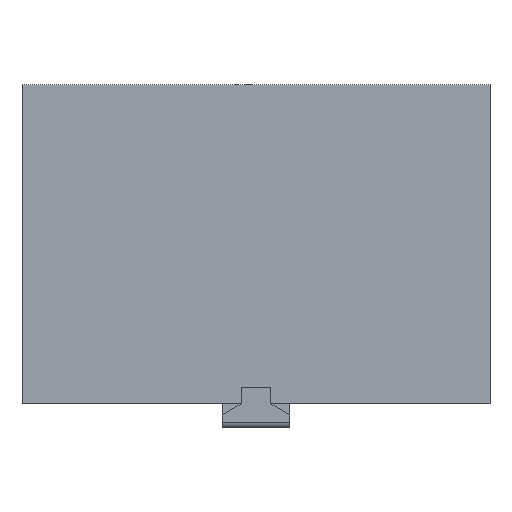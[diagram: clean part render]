
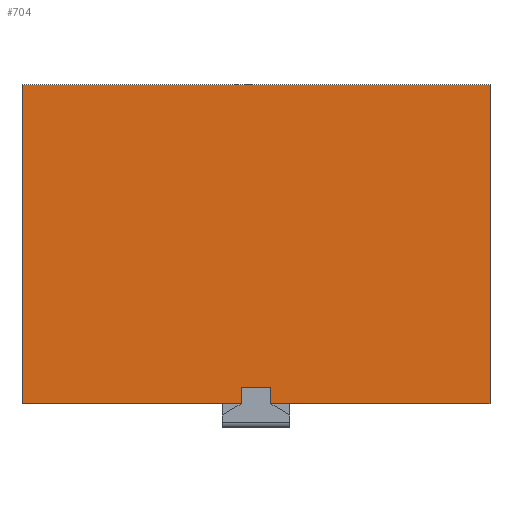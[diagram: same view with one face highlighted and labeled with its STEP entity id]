
A CAD part, top view. The second image highlights one B-rep face of the part: STEP entity #704.
In plain terms, the highlighted planar face has unit normal (0, 0, 1).
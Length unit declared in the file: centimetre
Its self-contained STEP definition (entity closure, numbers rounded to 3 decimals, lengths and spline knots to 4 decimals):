
#137=VERTEX_POINT('',#974);
#138=VERTEX_POINT('',#975);
#139=VERTEX_POINT('',#980);
#141=VERTEX_POINT('',#986);
#202=VECTOR('',#808,1.);
#205=VECTOR('',#812,1.);
#208=VECTOR('',#816,1.);
#211=VECTOR('',#820,1.);
#284=LINE('',#973,#202);
#287=LINE('',#979,#205);
#290=LINE('',#985,#208);
#293=LINE('',#991,#211);
#366=EDGE_CURVE('',#137,#138,#284,.T.);
#369=EDGE_CURVE('',#138,#139,#287,.T.);
#372=EDGE_CURVE('',#139,#141,#290,.T.);
#375=EDGE_CURVE('',#141,#137,#293,.T.);
#489=ORIENTED_EDGE('',*,*,#366,.F.);
#490=ORIENTED_EDGE('',*,*,#375,.F.);
#491=ORIENTED_EDGE('',*,*,#372,.F.);
#492=ORIENTED_EDGE('',*,*,#369,.F.);
#629=EDGE_LOOP('',(#489,#490,#491,#492));
#667=FACE_BOUND('',#629,.T.);
#704=ADVANCED_FACE('',(#667),#1136,.T.);
#741=AXIS2_PLACEMENT_3D('',#993,#822,$);
#808=DIRECTION('',(1.,0.,0.));
#812=DIRECTION('',(0.,-1.,0.));
#816=DIRECTION('',(-1.,0.,0.));
#820=DIRECTION('',(0.,1.,0.));
#822=DIRECTION('',(0.,0.,1.));
#973=CARTESIAN_POINT('',(0.,4.282,0.081));
#974=CARTESIAN_POINT('',(0.,4.282,0.081));
#975=CARTESIAN_POINT('',(6.28,4.282,0.081));
#979=CARTESIAN_POINT('',(6.28,4.282,0.081));
#980=CARTESIAN_POINT('',(6.28,0.,0.081));
#985=CARTESIAN_POINT('',(6.28,0.,0.081));
#986=CARTESIAN_POINT('',(0.,0.,0.081));
#991=CARTESIAN_POINT('',(0.,0.,0.081));
#993=CARTESIAN_POINT('',(3.14,2.141,0.081));
#1136=PLANE('',#741);
